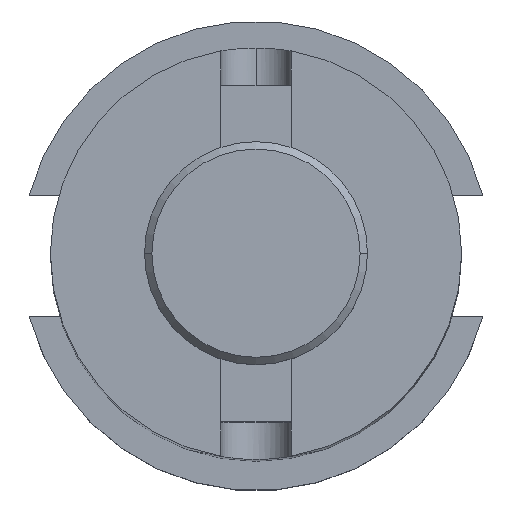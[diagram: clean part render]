
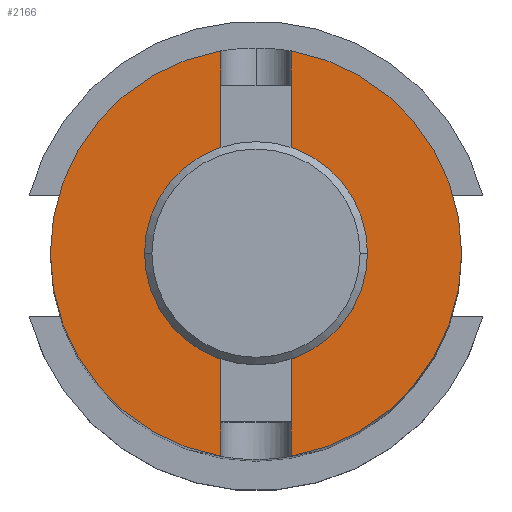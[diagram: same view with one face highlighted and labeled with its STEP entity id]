
A CAD part, top view. The second image highlights one B-rep face of the part: STEP entity #2166.
In plain terms, the highlighted planar face has unit normal (0, 0, 1).
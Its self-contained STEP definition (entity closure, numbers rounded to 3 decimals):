
#5 = ORIENTED_EDGE ( 'NONE', *, *, #1384, .T. ) ;
#94 = DIRECTION ( 'NONE',  ( 0., 0., 1. ) ) ;
#99 = CIRCLE ( 'NONE', #962, 12.7 ) ;
#139 = AXIS2_PLACEMENT_3D ( 'NONE', #470, #1845, #683 ) ;
#142 = CARTESIAN_POINT ( 'NONE',  ( -4.762, 31.75, 203.2 ) ) ;
#164 = VERTEX_POINT ( 'NONE', #1736 ) ;
#168 = EDGE_CURVE ( 'NONE', #1948, #1237, #1946, .T. ) ;
#222 = LINE ( 'NONE', #2331, #1663 ) ;
#224 = VECTOR ( 'NONE', #2217, 1000. ) ;
#250 = EDGE_CURVE ( 'NONE', #1564, #508, #99, .T. ) ;
#289 = AXIS2_PLACEMENT_3D ( 'NONE', #1402, #979, #2325 ) ;
#301 = ORIENTED_EDGE ( 'NONE', *, *, #2006, .F. ) ;
#387 = CIRCLE ( 'NONE', #860, 27.813 ) ;
#402 = DIRECTION ( 'NONE',  ( 1., 0., 0. ) ) ;
#408 = DIRECTION ( 'NONE',  ( 0., 0., -1. ) ) ;
#410 = VERTEX_POINT ( 'NONE', #2373 ) ;
#411 = ORIENTED_EDGE ( 'NONE', *, *, #1342, .F. ) ;
#434 = CARTESIAN_POINT ( 'NONE',  ( 12.7, 0., 203.2 ) ) ;
#460 = DIRECTION ( 'NONE',  ( 1., 0., 0. ) ) ;
#468 = ORIENTED_EDGE ( 'NONE', *, *, #1703, .T. ) ;
#470 = CARTESIAN_POINT ( 'NONE',  ( 0., 0., 203.2 ) ) ;
#501 = ORIENTED_EDGE ( 'NONE', *, *, #2249, .F. ) ;
#508 = VERTEX_POINT ( 'NONE', #1501 ) ;
#529 = DIRECTION ( 'NONE',  ( 0., 1., 0. ) ) ;
#567 = CARTESIAN_POINT ( 'NONE',  ( -4.762, 13.25, 203.2 ) ) ;
#568 = ORIENTED_EDGE ( 'NONE', *, *, #858, .T. ) ;
#608 = LINE ( 'NONE', #1028, #2093 ) ;
#633 = CARTESIAN_POINT ( 'NONE',  ( 4.763, -31.75, 203.2 ) ) ;
#644 = DIRECTION ( 'NONE',  ( 0., 1., 0. ) ) ;
#650 = CIRCLE ( 'NONE', #1780, 12.7 ) ;
#682 = DIRECTION ( 'NONE',  ( 1., 0., 0. ) ) ;
#683 = DIRECTION ( 'NONE',  ( 1., 0., 0. ) ) ;
#694 = DIRECTION ( 'NONE',  ( 0., 0., 1. ) ) ;
#727 = EDGE_LOOP ( 'NONE', ( #2066, #2491 ) ) ;
#744 = FACE_BOUND ( 'NONE', #727, .T. ) ;
#780 = AXIS2_PLACEMENT_3D ( 'NONE', #1181, #2197, #682 ) ;
#807 = DIRECTION ( 'NONE',  ( 1., 0., 0. ) ) ;
#815 = PLANE ( 'NONE',  #2388 ) ;
#825 = LINE ( 'NONE', #633, #1721 ) ;
#837 = ORIENTED_EDGE ( 'NONE', *, *, #168, .T. ) ;
#858 = EDGE_CURVE ( 'NONE', #1237, #1381, #1329, .T. ) ;
#860 = AXIS2_PLACEMENT_3D ( 'NONE', #883, #694, #871 ) ;
#871 = DIRECTION ( 'NONE',  ( 1., 0., 0. ) ) ;
#875 = CARTESIAN_POINT ( 'NONE',  ( 4.763, 27.402, 203.2 ) ) ;
#883 = CARTESIAN_POINT ( 'NONE',  ( 0., 0., 203.2 ) ) ;
#900 = EDGE_CURVE ( 'NONE', #1221, #1940, #1785, .T. ) ;
#933 = ORIENTED_EDGE ( 'NONE', *, *, #2450, .T. ) ;
#962 = AXIS2_PLACEMENT_3D ( 'NONE', #2263, #94, #2412 ) ;
#979 = DIRECTION ( 'NONE',  ( 0., 0., 1. ) ) ;
#1028 = CARTESIAN_POINT ( 'NONE',  ( 4.763, 13.25, 203.2 ) ) ;
#1063 = EDGE_CURVE ( 'NONE', #164, #1221, #387, .T. ) ;
#1067 = CARTESIAN_POINT ( 'NONE',  ( 4.763, 13.25, 203.2 ) ) ;
#1108 = VECTOR ( 'NONE', #1509, 1000. ) ;
#1181 = CARTESIAN_POINT ( 'NONE',  ( 0., 0., 203.2 ) ) ;
#1221 = VERTEX_POINT ( 'NONE', #875 ) ;
#1237 = VERTEX_POINT ( 'NONE', #2526 ) ;
#1329 = CIRCLE ( 'NONE', #780, 27.813 ) ;
#1331 = ORIENTED_EDGE ( 'NONE', *, *, #900, .T. ) ;
#1342 = EDGE_CURVE ( 'NONE', #410, #2258, #825, .T. ) ;
#1374 = CARTESIAN_POINT ( 'NONE',  ( 0., 27.813, 203.2 ) ) ;
#1381 = VERTEX_POINT ( 'NONE', #1536 ) ;
#1384 = EDGE_CURVE ( 'NONE', #2271, #2258, #222, .T. ) ;
#1402 = CARTESIAN_POINT ( 'NONE',  ( 0., 0., 203.2 ) ) ;
#1492 = VERTEX_POINT ( 'NONE', #567 ) ;
#1501 = CARTESIAN_POINT ( 'NONE',  ( -12.7, 0., 203.2 ) ) ;
#1509 = DIRECTION ( 'NONE',  ( 0., -1., 0. ) ) ;
#1536 = CARTESIAN_POINT ( 'NONE',  ( -4.762, -27.402, 203.2 ) ) ;
#1564 = VERTEX_POINT ( 'NONE', #434 ) ;
#1580 = LINE ( 'NONE', #2133, #2035 ) ;
#1615 = CARTESIAN_POINT ( 'NONE',  ( -4.762, -13.25, 203.2 ) ) ;
#1632 = DIRECTION ( 'NONE',  ( 0., 0., 1. ) ) ;
#1663 = VECTOR ( 'NONE', #402, 1000. ) ;
#1699 = FACE_OUTER_BOUND ( 'NONE', #2445, .T. ) ;
#1703 = EDGE_CURVE ( 'NONE', #1381, #2271, #1580, .T. ) ;
#1721 = VECTOR ( 'NONE', #529, 1000. ) ;
#1736 = CARTESIAN_POINT ( 'NONE',  ( 27.813, 0., 203.2 ) ) ;
#1772 = DIRECTION ( 'NONE',  ( -1., 0., 0. ) ) ;
#1780 = AXIS2_PLACEMENT_3D ( 'NONE', #1809, #1632, #460 ) ;
#1785 = LINE ( 'NONE', #2433, #224 ) ;
#1790 = CARTESIAN_POINT ( 'NONE',  ( 4.763, -13.25, 203.2 ) ) ;
#1801 = CARTESIAN_POINT ( 'NONE',  ( -4.762, 27.402, 203.2 ) ) ;
#1809 = CARTESIAN_POINT ( 'NONE',  ( 0., 0., 203.2 ) ) ;
#1845 = DIRECTION ( 'NONE',  ( 0., 0., 1. ) ) ;
#1921 = EDGE_CURVE ( 'NONE', #508, #1564, #650, .T. ) ;
#1940 = VERTEX_POINT ( 'NONE', #1067 ) ;
#1946 = CIRCLE ( 'NONE', #289, 27.813 ) ;
#1948 = VERTEX_POINT ( 'NONE', #1801 ) ;
#2006 = EDGE_CURVE ( 'NONE', #1948, #1492, #2468, .T. ) ;
#2035 = VECTOR ( 'NONE', #644, 1000. ) ;
#2066 = ORIENTED_EDGE ( 'NONE', *, *, #250, .F. ) ;
#2093 = VECTOR ( 'NONE', #807, 1000. ) ;
#2133 = CARTESIAN_POINT ( 'NONE',  ( -4.762, -31.75, 203.2 ) ) ;
#2166 = ADVANCED_FACE ( 'NONE', ( #744, #1699 ), #815, .F. ) ;
#2197 = DIRECTION ( 'NONE',  ( 0., 0., 1. ) ) ;
#2207 = ORIENTED_EDGE ( 'NONE', *, *, #1063, .T. ) ;
#2217 = DIRECTION ( 'NONE',  ( 0., -1., 0. ) ) ;
#2249 = EDGE_CURVE ( 'NONE', #1492, #1940, #608, .T. ) ;
#2258 = VERTEX_POINT ( 'NONE', #1790 ) ;
#2263 = CARTESIAN_POINT ( 'NONE',  ( 0., 0., 203.2 ) ) ;
#2271 = VERTEX_POINT ( 'NONE', #1615 ) ;
#2325 = DIRECTION ( 'NONE',  ( 1., 0., 0. ) ) ;
#2331 = CARTESIAN_POINT ( 'NONE',  ( 4.763, -13.25, 203.2 ) ) ;
#2373 = CARTESIAN_POINT ( 'NONE',  ( 4.763, -27.402, 203.2 ) ) ;
#2388 = AXIS2_PLACEMENT_3D ( 'NONE', #1374, #408, #1772 ) ;
#2412 = DIRECTION ( 'NONE',  ( 1., 0., 0. ) ) ;
#2433 = CARTESIAN_POINT ( 'NONE',  ( 4.763, 31.75, 203.2 ) ) ;
#2440 = CIRCLE ( 'NONE', #139, 27.813 ) ;
#2445 = EDGE_LOOP ( 'NONE', ( #5, #411, #933, #2207, #1331, #501, #301, #837, #568, #468 ) ) ;
#2450 = EDGE_CURVE ( 'NONE', #410, #164, #2440, .T. ) ;
#2468 = LINE ( 'NONE', #142, #1108 ) ;
#2491 = ORIENTED_EDGE ( 'NONE', *, *, #1921, .F. ) ;
#2526 = CARTESIAN_POINT ( 'NONE',  ( -27.813, 0., 203.2 ) ) ;
